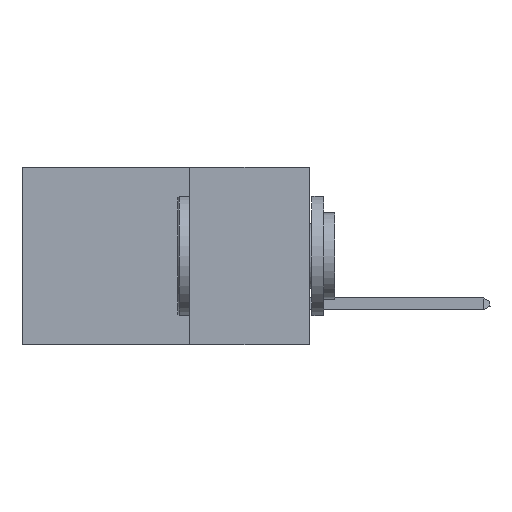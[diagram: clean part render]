
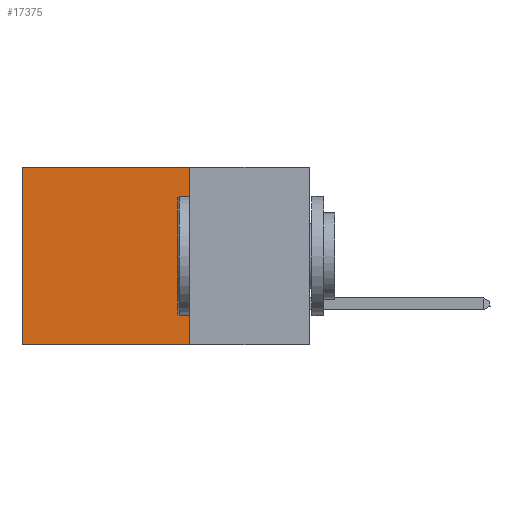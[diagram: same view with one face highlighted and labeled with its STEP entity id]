
A CAD part, left-side view. The second image highlights one B-rep face of the part: STEP entity #17375.
In plain terms, the highlighted planar face has unit normal (-1, 0, 0).
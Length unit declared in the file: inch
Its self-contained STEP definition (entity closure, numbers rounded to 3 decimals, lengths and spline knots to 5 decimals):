
#2403 = CARTESIAN_POINT ( 'NONE',  ( 0.2875, 0.25, 0. ) ) ;
#3658 = EDGE_LOOP ( 'NONE', ( #6096, #11644, #34280, #14031 ) ) ;
#4005 = PLANE ( 'NONE',  #12025 ) ;
#5438 = VERTEX_POINT ( 'NONE', #7981 ) ;
#5833 = CARTESIAN_POINT ( 'NONE',  ( 0.2875, 0.25, -0.37 ) ) ;
#6096 = ORIENTED_EDGE ( 'NONE', *, *, #14555, .T. ) ;
#6867 = CARTESIAN_POINT ( 'NONE',  ( 0.2875, 0.6, 0. ) ) ;
#7447 = LINE ( 'NONE', #9486, #16019 ) ;
#7823 = CARTESIAN_POINT ( 'NONE',  ( 0.2875, 0.25, -0.37 ) ) ;
#7833 = CARTESIAN_POINT ( 'NONE',  ( 0.2875, 0.6, 0. ) ) ;
#7868 = VERTEX_POINT ( 'NONE', #6867 ) ;
#7981 = CARTESIAN_POINT ( 'NONE',  ( 0.2875, 0.6, -0.37 ) ) ;
#8784 = DIRECTION ( 'NONE',  ( 0., 0., -1. ) ) ;
#8871 = VECTOR ( 'NONE', #8784, 39.37008 ) ;
#9486 = CARTESIAN_POINT ( 'NONE',  ( 0.2875, 0.25, 0. ) ) ;
#9915 = DIRECTION ( 'NONE',  ( 0., 0., -1. ) ) ;
#11644 = ORIENTED_EDGE ( 'NONE', *, *, #27894, .F. ) ;
#12025 = AXIS2_PLACEMENT_3D ( 'NONE', #24201, #27089, #9915 ) ;
#12406 = DIRECTION ( 'NONE',  ( 0., 1., 0. ) ) ;
#14031 = ORIENTED_EDGE ( 'NONE', *, *, #15959, .T. ) ;
#14494 = VECTOR ( 'NONE', #16618, 39.37008 ) ;
#14555 = EDGE_CURVE ( 'NONE', #7868, #5438, #23002, .T. ) ;
#15280 = EDGE_CURVE ( 'NONE', #16992, #21160, #31797, .T. ) ;
#15959 = EDGE_CURVE ( 'NONE', #16992, #7868, #7447, .T. ) ;
#16019 = VECTOR ( 'NONE', #12406, 39.37008 ) ;
#16618 = DIRECTION ( 'NONE',  ( 0., 0., -1. ) ) ;
#16992 = VERTEX_POINT ( 'NONE', #2403 ) ;
#17375 = ADVANCED_FACE ( 'NONE', ( #26654 ), #4005, .F. ) ;
#17680 = VECTOR ( 'NONE', #28872, 39.37008 ) ;
#21160 = VERTEX_POINT ( 'NONE', #7823 ) ;
#23002 = LINE ( 'NONE', #7833, #14494 ) ;
#24201 = CARTESIAN_POINT ( 'NONE',  ( 0.2875, 0.25, 0. ) ) ;
#26183 = LINE ( 'NONE', #5833, #17680 ) ;
#26654 = FACE_OUTER_BOUND ( 'NONE', #3658, .T. ) ;
#27089 = DIRECTION ( 'NONE',  ( 1., 0., 0. ) ) ;
#27894 = EDGE_CURVE ( 'NONE', #21160, #5438, #26183, .T. ) ;
#28736 = CARTESIAN_POINT ( 'NONE',  ( 0.2875, 0.25, 0. ) ) ;
#28872 = DIRECTION ( 'NONE',  ( 0., 1., 0. ) ) ;
#31797 = LINE ( 'NONE', #28736, #8871 ) ;
#34280 = ORIENTED_EDGE ( 'NONE', *, *, #15280, .F. ) ;
